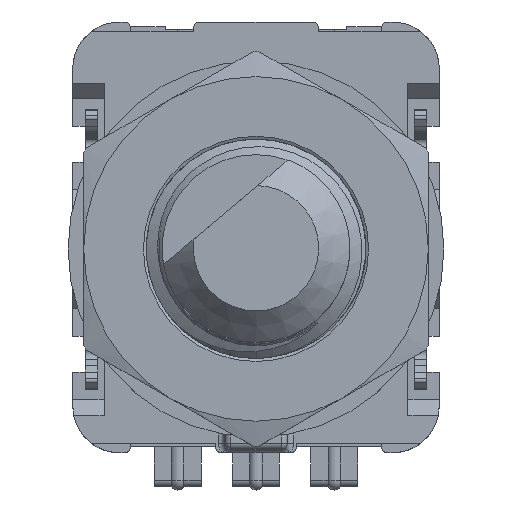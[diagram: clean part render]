
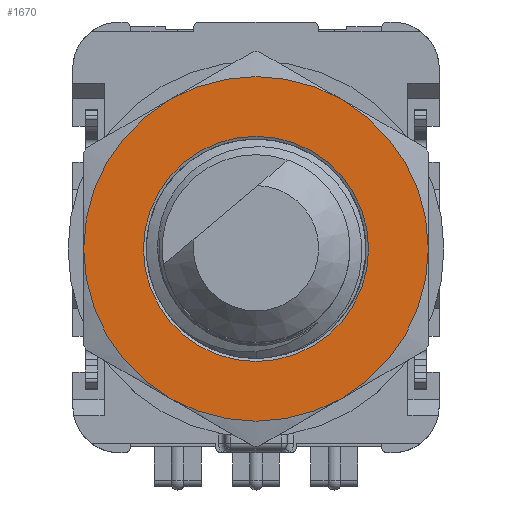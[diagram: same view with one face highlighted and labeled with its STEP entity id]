
A CAD part, top view. The second image highlights one B-rep face of the part: STEP entity #1670.
In plain terms, the highlighted planar face has unit normal (0, 0, 1).
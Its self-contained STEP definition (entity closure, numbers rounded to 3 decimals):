
#1670=ADVANCED_FACE('',(#11543,#11545),#11547,.T.);
#11543=FACE_BOUND('',#11544,.T.);
#11544=EDGE_LOOP('',(#16019,#16020,#16021,#16022,#16023,#16024));
#11545=FACE_BOUND('',#11546,.T.);
#11546=EDGE_LOOP('',(#16025));
#11547=PLANE('',#11548);
#11548=AXIS2_PLACEMENT_3D('',#11549,#11550,#11551);
#11549=CARTESIAN_POINT('',(0.,0.,3.3));
#11550=DIRECTION('',(0.,0.,1.));
#11551=DIRECTION('',(0.,-1.,0.));
#16019=ORIENTED_EDGE('',*,*,#18428,.F.);
#16020=ORIENTED_EDGE('',*,*,#18429,.F.);
#16021=ORIENTED_EDGE('',*,*,#18430,.F.);
#16022=ORIENTED_EDGE('',*,*,#18431,.F.);
#16023=ORIENTED_EDGE('',*,*,#18432,.F.);
#16024=ORIENTED_EDGE('',*,*,#18433,.F.);
#16025=ORIENTED_EDGE('',*,*,#18415,.T.);
#18415=EDGE_CURVE('',#20094,#20094,#20095,.T.);
#18428=EDGE_CURVE('',#20116,#20117,#20118,.T.);
#18429=EDGE_CURVE('',#20119,#20116,#20120,.T.);
#18430=EDGE_CURVE('',#20121,#20119,#20122,.T.);
#18431=EDGE_CURVE('',#20123,#20121,#20124,.T.);
#18432=EDGE_CURVE('',#20125,#20123,#20126,.T.);
#18433=EDGE_CURVE('',#20117,#20125,#20127,.T.);
#20094=VERTEX_POINT('',#25043);
#20095=CIRCLE('',#25044,3.594);
#20116=VERTEX_POINT('',#25550);
#20117=VERTEX_POINT('',#25551);
#20118=CIRCLE('',#25552,5.5);
#20119=VERTEX_POINT('',#25556);
#20120=CIRCLE('',#25557,5.5);
#20121=VERTEX_POINT('',#25561);
#20122=CIRCLE('',#25562,5.5);
#20123=VERTEX_POINT('',#25566);
#20124=CIRCLE('',#25567,5.5);
#20125=VERTEX_POINT('',#25571);
#20126=CIRCLE('',#25572,5.5);
#20127=CIRCLE('',#25576,5.5);
#25043=CARTESIAN_POINT('',(0.,-3.594,3.3));
#25044=AXIS2_PLACEMENT_3D('',#25045,#25046,#25047);
#25045=CARTESIAN_POINT('',(0.,0.,3.3));
#25046=DIRECTION('',(0.,0.,-1.));
#25047=DIRECTION('',(0.,-1.,0.));
#25550=CARTESIAN_POINT('',(5.5,0.,3.3));
#25551=CARTESIAN_POINT('',(2.75,-4.763,3.3));
#25552=AXIS2_PLACEMENT_3D('',#25553,#25554,#25555);
#25553=CARTESIAN_POINT('',(0.,0.,3.3));
#25554=DIRECTION('',(0.,0.,-1.));
#25555=DIRECTION('',(1.,0.,0.));
#25556=CARTESIAN_POINT('',(2.75,4.763,3.3));
#25557=AXIS2_PLACEMENT_3D('',#25558,#25559,#25560);
#25558=CARTESIAN_POINT('',(0.,0.,3.3));
#25559=DIRECTION('',(0.,0.,-1.));
#25560=DIRECTION('',(0.5,0.866,0.));
#25561=CARTESIAN_POINT('',(-2.75,4.763,3.3));
#25562=AXIS2_PLACEMENT_3D('',#25563,#25564,#25565);
#25563=CARTESIAN_POINT('',(0.,0.,3.3));
#25564=DIRECTION('',(0.,0.,-1.));
#25565=DIRECTION('',(-0.5,0.866,0.));
#25566=CARTESIAN_POINT('',(-5.5,0.,3.3));
#25567=AXIS2_PLACEMENT_3D('',#25568,#25569,#25570);
#25568=CARTESIAN_POINT('',(0.,0.,3.3));
#25569=DIRECTION('',(0.,0.,-1.));
#25570=DIRECTION('',(-1.,0.,0.));
#25571=CARTESIAN_POINT('',(-2.75,-4.763,3.3));
#25572=AXIS2_PLACEMENT_3D('',#25573,#25574,#25575);
#25573=CARTESIAN_POINT('',(0.,0.,3.3));
#25574=DIRECTION('',(0.,0.,-1.));
#25575=DIRECTION('',(-0.5,-0.866,0.));
#25576=AXIS2_PLACEMENT_3D('',#25577,#25578,#25579);
#25577=CARTESIAN_POINT('',(0.,0.,3.3));
#25578=DIRECTION('',(0.,0.,-1.));
#25579=DIRECTION('',(0.5,-0.866,0.));
